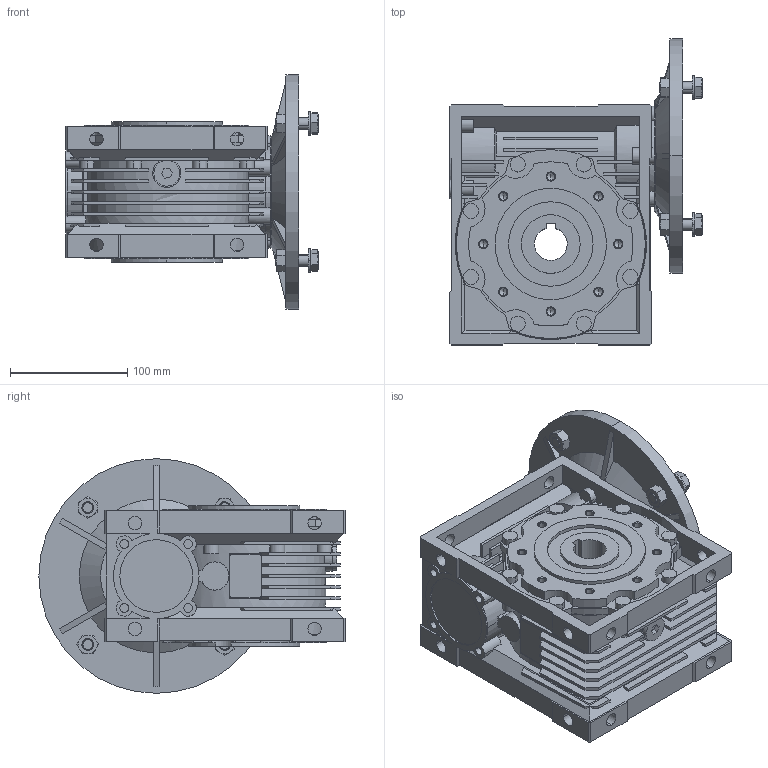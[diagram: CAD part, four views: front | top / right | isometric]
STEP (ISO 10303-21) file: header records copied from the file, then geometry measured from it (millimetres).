
FILE_DESCRIPTION (( 'STEP AP203' ), '1' );
FILE_NAME ('WGA-75M-080-80B5.step', '2024-12-18T19:00:41', ( '' ), ( '' ), 'SwSTEP 2.0', 'SolidWorks 2024', '' );
FILE_SCHEMA (( 'CONFIG_CONTROL_DESIGN' ));
Length unit declared in the file: millimetre
Products named in the file (1): WGA-75M-080-80B5
Bounding box: 214.93 x 261 x 200 mm (x, y, z)
Volume: 3051453.7 mm3; surface area: 536406 mm2
Topology: 20 solids, 20 shells, 1447 faces, 3848 edges, 2472 vertices
Faces by surface type: plane 790, cylinder 439, cone 206, torus 12
Entity records: 46109 total; most frequent: CARTESIAN_POINT 9784, ORIENTED_EDGE 7628, DIRECTION 7564, EDGE_CURVE 3814, AXIS2_PLACEMENT_3D 2666, VERTEX_POINT 2472, VECTOR 2232, LINE 2232
